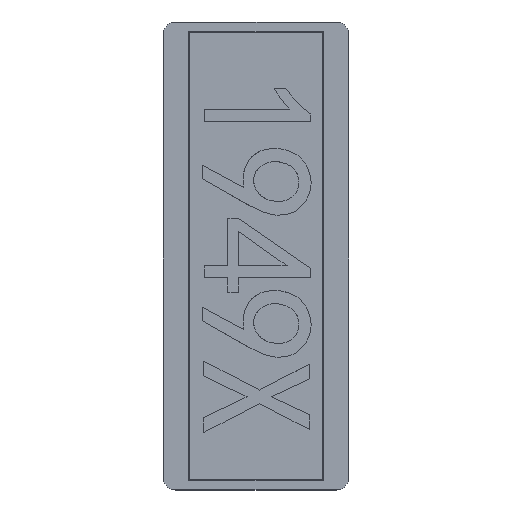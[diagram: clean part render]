
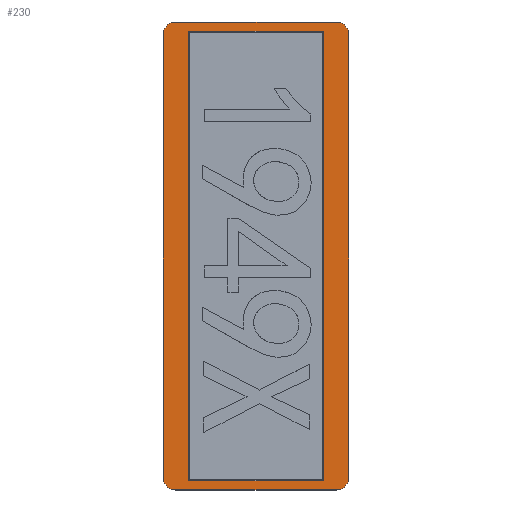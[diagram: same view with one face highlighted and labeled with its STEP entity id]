
A CAD part, top view. The second image highlights one B-rep face of the part: STEP entity #230.
In plain terms, the highlighted planar face has unit normal (0, 0, 1).
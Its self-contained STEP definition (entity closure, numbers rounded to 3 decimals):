
#84 = CARTESIAN_POINT ( 'NONE',  ( 23.22, -51.071, 3.86 ) ) ;
#97 = VECTOR ( 'NONE', #2309, 1000. ) ;
#189 = CARTESIAN_POINT ( 'NONE',  ( 20.22, 53.911, 3.86 ) ) ;
#214 = DIRECTION ( 'NONE',  ( 0., 0., 1. ) ) ;
#230 = ADVANCED_FACE ( 'NONE', ( #1171, #2128 ), #1623, .F. ) ;
#233 = EDGE_CURVE ( 'NONE', #1647, #1646, #1895, .T. ) ;
#251 = CARTESIAN_POINT ( 'NONE',  ( 23.22, 56.911, 3.86 ) ) ;
#269 = DIRECTION ( 'NONE',  ( 1., 0., 0. ) ) ;
#314 = DIRECTION ( 'NONE',  ( -1., 0., 0. ) ) ;
#358 = DIRECTION ( 'NONE',  ( -1., 0., 0. ) ) ;
#377 = DIRECTION ( 'NONE',  ( 0., 0., -1. ) ) ;
#390 = CARTESIAN_POINT ( 'NONE',  ( 17.22, -49.38, 3.86 ) ) ;
#484 = CARTESIAN_POINT ( 'NONE',  ( -20.78, -51.071, 3.86 ) ) ;
#502 = CARTESIAN_POINT ( 'NONE',  ( 17.22, -51.83, 3.86 ) ) ;
#568 = EDGE_CURVE ( 'NONE', #2323, #1813, #1340, .T. ) ;
#586 = VECTOR ( 'NONE', #3037, 1000. ) ;
#600 = ORIENTED_EDGE ( 'NONE', *, *, #1513, .T. ) ;
#635 = CARTESIAN_POINT ( 'NONE',  ( -24.18, -51.83, 3.86 ) ) ;
#664 = EDGE_LOOP ( 'NONE', ( #952, #2392, #966, #3090 ) ) ;
#701 = DIRECTION ( 'NONE',  ( 0., 0., 1. ) ) ;
#752 = VERTEX_POINT ( 'NONE', #778 ) ;
#775 = DIRECTION ( 'NONE',  ( 0., 1., 0. ) ) ;
#778 = CARTESIAN_POINT ( 'NONE',  ( 23.22, 53.911, 3.86 ) ) ;
#782 = LINE ( 'NONE', #1810, #97 ) ;
#847 = ORIENTED_EDGE ( 'NONE', *, *, #1173, .T. ) ;
#848 = VECTOR ( 'NONE', #1564, 1000. ) ;
#920 = CARTESIAN_POINT ( 'NONE',  ( -24.18, -49.38, 3.86 ) ) ;
#952 = ORIENTED_EDGE ( 'NONE', *, *, #233, .F. ) ;
#960 = AXIS2_PLACEMENT_3D ( 'NONE', #189, #2805, #358 ) ;
#966 = ORIENTED_EDGE ( 'NONE', *, *, #2097, .F. ) ;
#1008 = EDGE_CURVE ( 'NONE', #1812, #1426, #3131, .T. ) ;
#1033 = CARTESIAN_POINT ( 'NONE',  ( -14.78, -49.38, 3.86 ) ) ;
#1134 = CARTESIAN_POINT ( 'NONE',  ( -17.78, -54.071, 3.86 ) ) ;
#1171 = FACE_BOUND ( 'NONE', #664, .T. ) ;
#1173 = EDGE_CURVE ( 'NONE', #2482, #1301, #2710, .T. ) ;
#1183 = VECTOR ( 'NONE', #2952, 1000. ) ;
#1263 = LINE ( 'NONE', #2556, #2378 ) ;
#1268 = EDGE_CURVE ( 'NONE', #1301, #2323, #782, .T. ) ;
#1275 = CARTESIAN_POINT ( 'NONE',  ( -14.78, -51.83, 3.86 ) ) ;
#1283 = CARTESIAN_POINT ( 'NONE',  ( -17.78, 53.911, 3.86 ) ) ;
#1300 = ORIENTED_EDGE ( 'NONE', *, *, #1008, .T. ) ;
#1301 = VERTEX_POINT ( 'NONE', #2812 ) ;
#1340 = CIRCLE ( 'NONE', #2356, 3. ) ;
#1426 = VERTEX_POINT ( 'NONE', #84 ) ;
#1465 = VERTEX_POINT ( 'NONE', #1775 ) ;
#1513 = EDGE_CURVE ( 'NONE', #752, #1630, #2340, .T. ) ;
#1522 = CARTESIAN_POINT ( 'NONE',  ( -17.78, 56.911, 3.86 ) ) ;
#1543 = AXIS2_PLACEMENT_3D ( 'NONE', #1283, #701, #314 ) ;
#1559 = CARTESIAN_POINT ( 'NONE',  ( 20.22, 56.911, 3.86 ) ) ;
#1564 = DIRECTION ( 'NONE',  ( 0., -1., 0. ) ) ;
#1587 = ORIENTED_EDGE ( 'NONE', *, *, #1268, .T. ) ;
#1612 = EDGE_CURVE ( 'NONE', #1426, #752, #2290, .T. ) ;
#1617 = CARTESIAN_POINT ( 'NONE',  ( 20.22, -54.071, 3.86 ) ) ;
#1623 = PLANE ( 'NONE',  #2616 ) ;
#1630 = VERTEX_POINT ( 'NONE', #1559 ) ;
#1646 = VERTEX_POINT ( 'NONE', #502 ) ;
#1647 = VERTEX_POINT ( 'NONE', #1275 ) ;
#1658 = EDGE_CURVE ( 'NONE', #1813, #1812, #1787, .T. ) ;
#1700 = ORIENTED_EDGE ( 'NONE', *, *, #1658, .T. ) ;
#1775 = CARTESIAN_POINT ( 'NONE',  ( -14.78, 54.67, 3.86 ) ) ;
#1787 = LINE ( 'NONE', #2552, #2068 ) ;
#1810 = CARTESIAN_POINT ( 'NONE',  ( -20.78, 56.911, 3.86 ) ) ;
#1812 = VERTEX_POINT ( 'NONE', #1617 ) ;
#1813 = VERTEX_POINT ( 'NONE', #1134 ) ;
#1895 = LINE ( 'NONE', #635, #1183 ) ;
#1934 = EDGE_CURVE ( 'NONE', #1646, #2679, #3190, .T. ) ;
#1968 = AXIS2_PLACEMENT_3D ( 'NONE', #2210, #2142, #2913 ) ;
#2068 = VECTOR ( 'NONE', #269, 1000. ) ;
#2097 = EDGE_CURVE ( 'NONE', #2679, #1465, #1263, .T. ) ;
#2128 = FACE_OUTER_BOUND ( 'NONE', #2376, .T. ) ;
#2142 = DIRECTION ( 'NONE',  ( 0., 0., 1. ) ) ;
#2192 = DIRECTION ( 'NONE',  ( 0., 1., 0. ) ) ;
#2210 = CARTESIAN_POINT ( 'NONE',  ( 20.22, -51.071, 3.86 ) ) ;
#2270 = LINE ( 'NONE', #3288, #586 ) ;
#2290 = LINE ( 'NONE', #251, #3082 ) ;
#2309 = DIRECTION ( 'NONE',  ( 0., -1., 0. ) ) ;
#2323 = VERTEX_POINT ( 'NONE', #484 ) ;
#2340 = CIRCLE ( 'NONE', #960, 3. ) ;
#2345 = EDGE_CURVE ( 'NONE', #1630, #2482, #2270, .T. ) ;
#2356 = AXIS2_PLACEMENT_3D ( 'NONE', #2788, #214, #3251 ) ;
#2361 = ORIENTED_EDGE ( 'NONE', *, *, #2345, .T. ) ;
#2376 = EDGE_LOOP ( 'NONE', ( #2644, #600, #2361, #847, #1587, #2909, #1700, #1300 ) ) ;
#2378 = VECTOR ( 'NONE', #3293, 1000. ) ;
#2392 = ORIENTED_EDGE ( 'NONE', *, *, #3060, .F. ) ;
#2482 = VERTEX_POINT ( 'NONE', #1522 ) ;
#2552 = CARTESIAN_POINT ( 'NONE',  ( -20.78, -54.071, 3.86 ) ) ;
#2556 = CARTESIAN_POINT ( 'NONE',  ( -24.18, 54.67, 3.86 ) ) ;
#2616 = AXIS2_PLACEMENT_3D ( 'NONE', #920, #377, #2703 ) ;
#2621 = CARTESIAN_POINT ( 'NONE',  ( 17.22, 54.67, 3.86 ) ) ;
#2644 = ORIENTED_EDGE ( 'NONE', *, *, #1612, .T. ) ;
#2646 = VECTOR ( 'NONE', #2192, 1000. ) ;
#2679 = VERTEX_POINT ( 'NONE', #2621 ) ;
#2703 = DIRECTION ( 'NONE',  ( 0., -1., 0. ) ) ;
#2710 = CIRCLE ( 'NONE', #1543, 3. ) ;
#2788 = CARTESIAN_POINT ( 'NONE',  ( -17.78, -51.071, 3.86 ) ) ;
#2805 = DIRECTION ( 'NONE',  ( 0., 0., 1. ) ) ;
#2812 = CARTESIAN_POINT ( 'NONE',  ( -20.78, 53.911, 3.86 ) ) ;
#2832 = LINE ( 'NONE', #1033, #848 ) ;
#2909 = ORIENTED_EDGE ( 'NONE', *, *, #568, .T. ) ;
#2913 = DIRECTION ( 'NONE',  ( -1., 0., 0. ) ) ;
#2952 = DIRECTION ( 'NONE',  ( 1., 0., 0. ) ) ;
#3037 = DIRECTION ( 'NONE',  ( -1., 0., 0. ) ) ;
#3060 = EDGE_CURVE ( 'NONE', #1465, #1647, #2832, .T. ) ;
#3082 = VECTOR ( 'NONE', #775, 1000. ) ;
#3090 = ORIENTED_EDGE ( 'NONE', *, *, #1934, .F. ) ;
#3131 = CIRCLE ( 'NONE', #1968, 3. ) ;
#3190 = LINE ( 'NONE', #390, #2646 ) ;
#3251 = DIRECTION ( 'NONE',  ( -1., 0., 0. ) ) ;
#3288 = CARTESIAN_POINT ( 'NONE',  ( -20.78, 56.911, 3.86 ) ) ;
#3293 = DIRECTION ( 'NONE',  ( -1., 0., 0. ) ) ;
